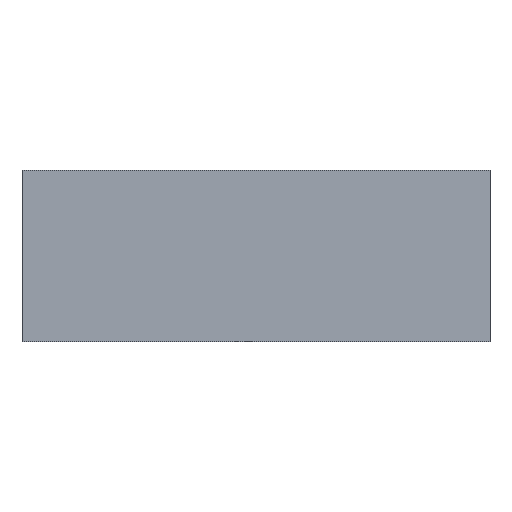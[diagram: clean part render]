
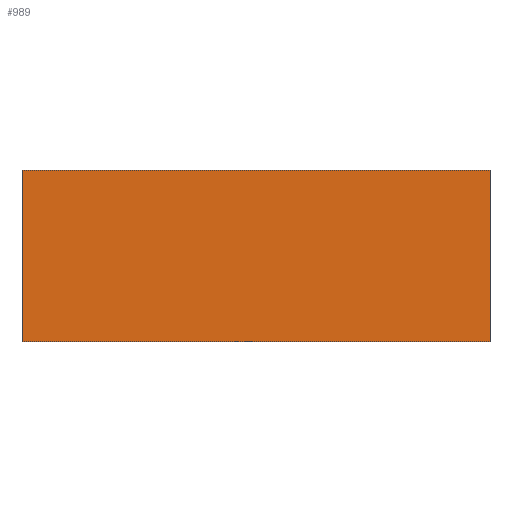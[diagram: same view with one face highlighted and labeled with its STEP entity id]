
A CAD part, front view. The second image highlights one B-rep face of the part: STEP entity #989.
In plain terms, the highlighted planar face has unit normal (0, -1, 0).
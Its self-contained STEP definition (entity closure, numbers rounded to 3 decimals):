
#70=FACE_OUTER_BOUND('',#128,.T.);
#128=EDGE_LOOP('',(#733,#734,#735,#736));
#194=LINE('',#1363,#310);
#227=LINE('',#1724,#343);
#228=LINE('',#1725,#344);
#229=LINE('',#1726,#345);
#310=VECTOR('',#1140,10.);
#343=VECTOR('',#1181,10.);
#344=VECTOR('',#1182,10.);
#345=VECTOR('',#1183,10.);
#419=VERTEX_POINT('',#1361);
#420=VERTEX_POINT('',#1362);
#461=VERTEX_POINT('',#1722);
#462=VERTEX_POINT('',#1723);
#523=EDGE_CURVE('',#419,#420,#194,.T.);
#567=EDGE_CURVE('',#461,#462,#227,.T.);
#568=EDGE_CURVE('',#462,#419,#228,.T.);
#569=EDGE_CURVE('',#420,#461,#229,.T.);
#733=ORIENTED_EDGE('',*,*,#567,.T.);
#734=ORIENTED_EDGE('',*,*,#568,.T.);
#735=ORIENTED_EDGE('',*,*,#523,.T.);
#736=ORIENTED_EDGE('',*,*,#569,.T.);
#946=PLANE('',#1059);
#989=ADVANCED_FACE('',(#70),#946,.F.);
#1059=AXIS2_PLACEMENT_3D('',#1721,#1179,#1180);
#1140=DIRECTION('',(-1.,0.,0.));
#1179=DIRECTION('center_axis',(0.,1.,0.));
#1180=DIRECTION('ref_axis',(0.,0.,1.));
#1181=DIRECTION('',(1.,0.,0.));
#1182=DIRECTION('',(0.,0.,1.));
#1183=DIRECTION('',(0.,0.,-1.));
#1361=CARTESIAN_POINT('',(407.924,-297.942,48.175));
#1362=CARTESIAN_POINT('',(285.1,-297.942,48.175));
#1363=CARTESIAN_POINT('',(305.968,-297.942,48.175));
#1721=CARTESIAN_POINT('Origin',(360.424,-297.942,25.675));
#1722=CARTESIAN_POINT('',(285.1,-297.942,3.175));
#1723=CARTESIAN_POINT('',(407.924,-297.942,3.175));
#1724=CARTESIAN_POINT('',(336.674,-297.942,3.175));
#1725=CARTESIAN_POINT('',(407.924,-297.942,14.425));
#1726=CARTESIAN_POINT('',(285.1,-297.942,36.925));
